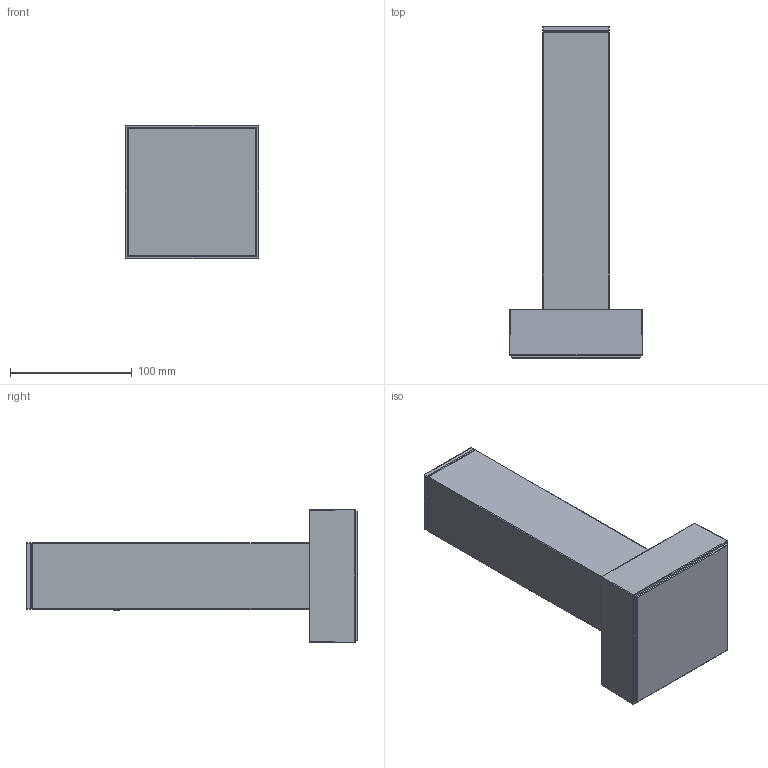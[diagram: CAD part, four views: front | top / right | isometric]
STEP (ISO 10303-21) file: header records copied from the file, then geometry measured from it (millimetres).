
FILE_DESCRIPTION(/* description */ (''),/* implementation_level */ '2;1');
FILE_NAME(/* name */ 'Walking Wall',/* time_stamp */ '2021-11-19T16:17:44+01:00',/* author */ (''),/* organization */ (''),/* preprocessor_version */ 'ST-DEVELOPER v15',/* originating_system */ '',/* authorisation */ '');
FILE_SCHEMA (('AUTOMOTIVE_DESIGN'));
Length unit declared in the file: millimetre
Products named in the file (1): Document
Bounding box: 109.98 x 272.57 x 109.98 mm (x, y, z)
Volume: 698039.4 mm3; surface area: 128258.2 mm2
Topology: 4 solids, 8 shells, 496 faces, 1329 edges, 830 vertices
Faces by surface type: plane 336, bspline 160
Entity records: 17139 total; most frequent: CARTESIAN_POINT 8891, ORIENTED_EDGE 2586, EDGE_CURVE 1299, B_SPLINE_CURVE_WITH_KNOTS 940, VERTEX_POINT 829, EDGE_LOOP 518, ADVANCED_FACE 495, FACE_OUTER_BOUND 495
